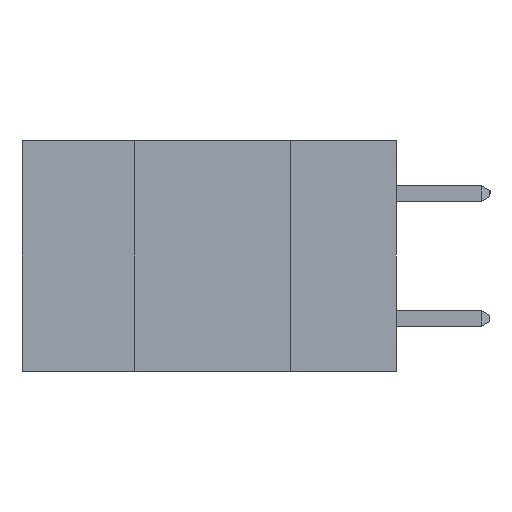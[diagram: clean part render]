
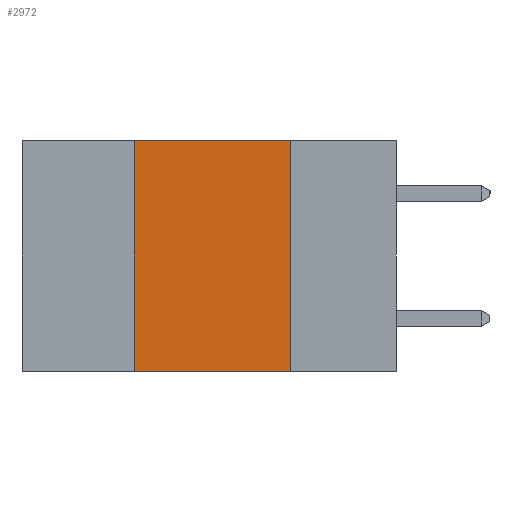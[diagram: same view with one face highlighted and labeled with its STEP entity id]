
A CAD part, left-side view. The second image highlights one B-rep face of the part: STEP entity #2972.
In plain terms, the highlighted planar face has unit normal (-1, 0, 0).
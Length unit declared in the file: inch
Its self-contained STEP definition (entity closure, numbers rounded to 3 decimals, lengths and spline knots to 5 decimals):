
#1171 = LINE ( 'NONE', #18860, #9897 ) ;
#1172 = EDGE_CURVE ( 'NONE', #20077, #19657, #5603, .T. ) ;
#1492 = EDGE_CURVE ( 'NONE', #19657, #5767, #19997, .T. ) ;
#2972 = ADVANCED_FACE ( 'NONE', ( #11257 ), #7915, .F. ) ;
#3392 = CARTESIAN_POINT ( 'NONE',  ( 0., 0.42, -0.37 ) ) ;
#3429 = ORIENTED_EDGE ( 'NONE', *, *, #17759, .T. ) ;
#4940 = DIRECTION ( 'NONE',  ( 0., 0., -1. ) ) ;
#5060 = DIRECTION ( 'NONE',  ( 0., 0., -1. ) ) ;
#5603 = LINE ( 'NONE', #18624, #9362 ) ;
#5656 = AXIS2_PLACEMENT_3D ( 'NONE', #8126, #20839, #4940 ) ;
#5767 = VERTEX_POINT ( 'NONE', #10512 ) ;
#6007 = ORIENTED_EDGE ( 'NONE', *, *, #1172, .F. ) ;
#7187 = CARTESIAN_POINT ( 'NONE',  ( 0., 0.17, 0. ) ) ;
#7479 = VERTEX_POINT ( 'NONE', #3392 ) ;
#7753 = DIRECTION ( 'NONE',  ( 0., -1., 0. ) ) ;
#7915 = PLANE ( 'NONE',  #5656 ) ;
#8126 = CARTESIAN_POINT ( 'NONE',  ( 0., 0.6, 0. ) ) ;
#9362 = VECTOR ( 'NONE', #19037, 39.37008 ) ;
#9734 = VECTOR ( 'NONE', #5060, 39.37008 ) ;
#9897 = VECTOR ( 'NONE', #7753, 39.37008 ) ;
#9976 = VECTOR ( 'NONE', #20962, 39.37008 ) ;
#10512 = CARTESIAN_POINT ( 'NONE',  ( 0., 0.17, -0.37 ) ) ;
#11257 = FACE_OUTER_BOUND ( 'NONE', #11333, .T. ) ;
#11333 = EDGE_LOOP ( 'NONE', ( #19348, #6007, #12206, #3429 ) ) ;
#11396 = CARTESIAN_POINT ( 'NONE',  ( 0., 0.42, -0.37 ) ) ;
#12206 = ORIENTED_EDGE ( 'NONE', *, *, #20630, .F. ) ;
#13019 = CARTESIAN_POINT ( 'NONE',  ( 0., 0.42, 0. ) ) ;
#14379 = LINE ( 'NONE', #11396, #9976 ) ;
#17759 = EDGE_CURVE ( 'NONE', #7479, #5767, #1171, .T. ) ;
#18624 = CARTESIAN_POINT ( 'NONE',  ( 0., 0.6, 0. ) ) ;
#18860 = CARTESIAN_POINT ( 'NONE',  ( 0., 0.6, -0.37 ) ) ;
#19037 = DIRECTION ( 'NONE',  ( 0., -1., 0. ) ) ;
#19348 = ORIENTED_EDGE ( 'NONE', *, *, #1492, .F. ) ;
#19657 = VERTEX_POINT ( 'NONE', #7187 ) ;
#19671 = CARTESIAN_POINT ( 'NONE',  ( 0., 0.17, -0.37 ) ) ;
#19997 = LINE ( 'NONE', #19671, #9734 ) ;
#20077 = VERTEX_POINT ( 'NONE', #13019 ) ;
#20630 = EDGE_CURVE ( 'NONE', #7479, #20077, #14379, .T. ) ;
#20839 = DIRECTION ( 'NONE',  ( 1., 0., 0. ) ) ;
#20962 = DIRECTION ( 'NONE',  ( 0., 0., 1. ) ) ;
